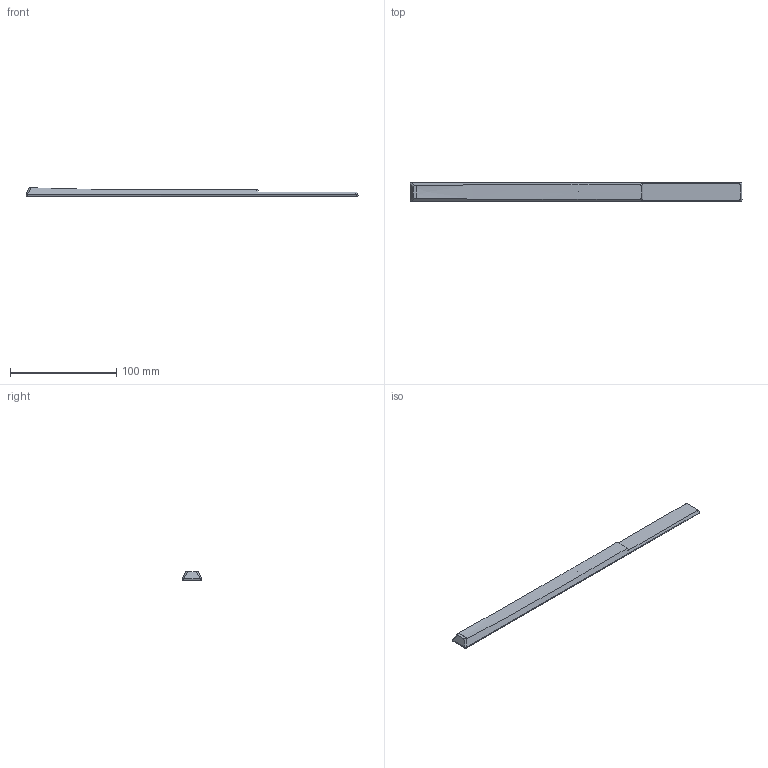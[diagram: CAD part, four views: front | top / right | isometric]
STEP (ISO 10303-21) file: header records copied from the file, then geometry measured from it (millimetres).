
FILE_DESCRIPTION(('Open CASCADE Model'),'2;1');
FILE_NAME('Open CASCADE Shape Model','2022-05-03T23:54:39',('Author'),( 'Open CASCADE'),'Open CASCADE STEP processor 7.5','Open CASCADE 7.5' ,'Unknown');
FILE_SCHEMA(('AUTOMOTIVE_DESIGN { 1 0 10303 214 1 1 1 1 }'));
Length unit declared in the file: millimetre
Products named in the file (1): Open CASCADE STEP translator 7.5 1
Bounding box: 312.35 x 17.98 x 8 mm (x, y, z)
Volume: 28827.2 mm3; surface area: 13703.6 mm2
Topology: 1 solids, 1 shells, 24 faces, 61 edges, 38 vertices
Faces by surface type: bspline 17, plane 5, cylinder 2
Entity records: 5931 total; most frequent: CARTESIAN_POINT 4944, ORIENTED_EDGE 120, PCURVE 120, DEFINITIONAL_REPRESENTATION 120, DIRECTION 104, B_SPLINE_CURVE_WITH_KNOTS 89, LINE 70, VECTOR 70
